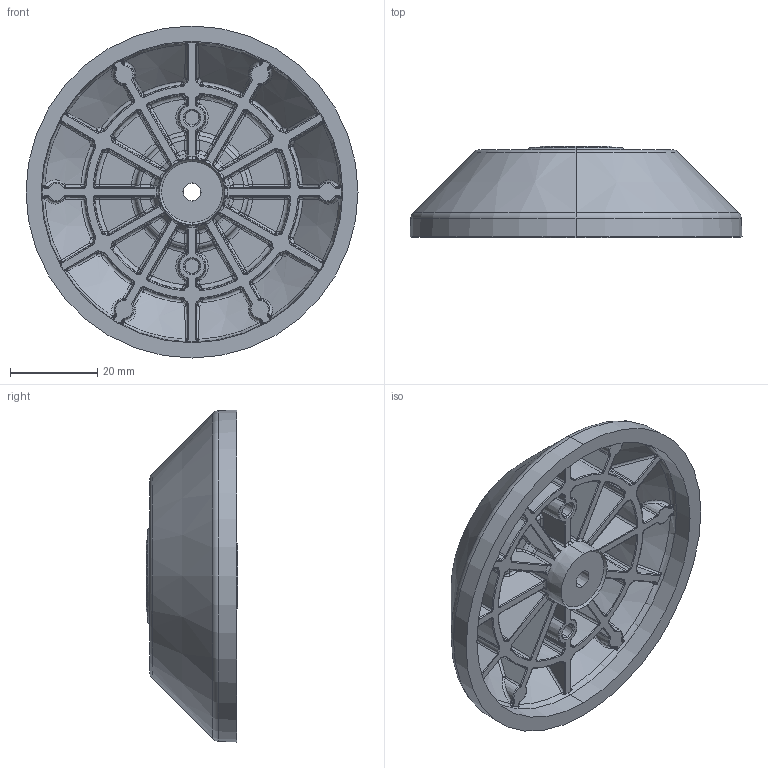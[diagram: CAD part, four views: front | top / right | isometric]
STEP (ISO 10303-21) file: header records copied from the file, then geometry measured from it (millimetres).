
FILE_DESCRIPTION (( 'STEP AP214' ), '1' );
FILE_NAME ('098di080zs.STEP', '2014-08-11T13:53:13', ( '' ), ( '' ), 'SwSTEP 2.0', 'SolidWorks 2014', '' );
FILE_SCHEMA (( 'AUTOMOTIVE_DESIGN' ));
Length unit declared in the file: millimetre
Products named in the file (3): 098xd2_Standard; 098di080zr_098 di 080 zr; 098di080zs
Assembly tree (2 placements, depth 2):
  098di080zs
    098di080zr_098 di 080 zr
    098xd2_Standard
Bounding box: 76 x 21 x 76 mm (x, y, z)
Volume: 29835.8 mm3; surface area: 22030.2 mm2
Topology: 2 solids, 2 shells, 1171 faces, 2731 edges, 1506 vertices
Faces by surface type: bspline 536, torus 203, cone 122, cylinder 118, plane 98, sphere 94
Entity records: 42470 total; most frequent: CARTESIAN_POINT 19833, ORIENTED_EDGE 5286, DIRECTION 4106, EDGE_CURVE 2643, AXIS2_PLACEMENT_3D 1921, VERTEX_POINT 1482, CIRCLE 1281, EDGE_LOOP 1181
